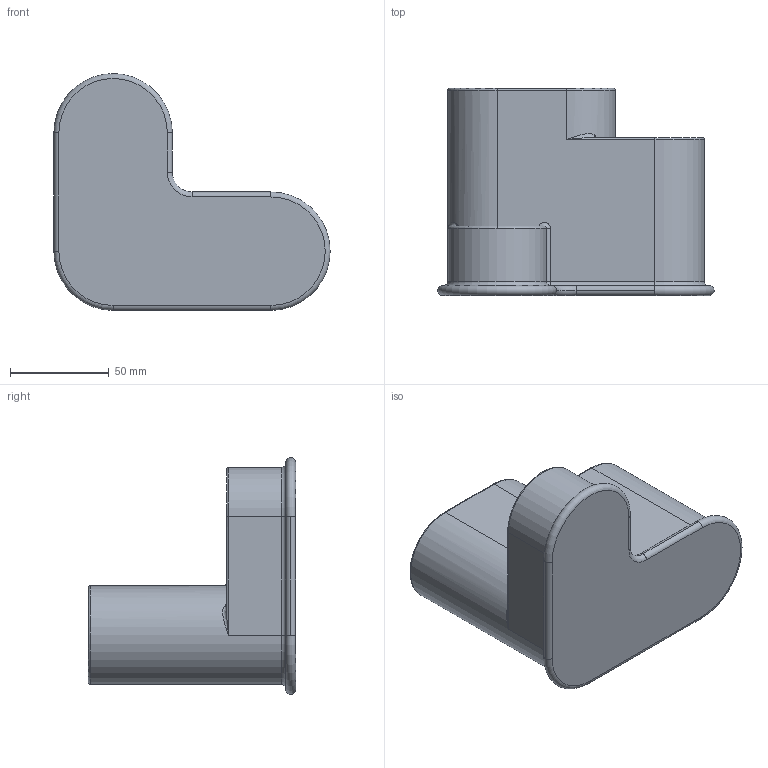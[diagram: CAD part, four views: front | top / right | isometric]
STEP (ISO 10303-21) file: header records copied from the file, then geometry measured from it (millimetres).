
FILE_DESCRIPTION (( 'STEP AP203' ), '1' );
FILE_NAME ('楷鞘踩捞.STEP', '2022-09-14T06:30:34', ( '' ), ( '' ), 'SwSTEP 2.0', 'SolidWorks 2017', '' );
FILE_SCHEMA (( 'CONFIG_CONTROL_DESIGN' ));
Length unit declared in the file: millimetre
Products named in the file (1): 翱в笮檜
Bounding box: 139.99 x 105 x 119.99 mm (x, y, z)
Volume: 132542 mm3; surface area: 96410.1 mm2
Topology: 1 solids, 1 shells, 68 faces, 164 edges, 95 vertices
Faces by surface type: cylinder 32, plane 15, torus 14, bspline 6, sphere 1
Entity records: 2686 total; most frequent: CARTESIAN_POINT 1136, ORIENTED_EDGE 320, DIRECTION 293, EDGE_CURVE 160, AXIS2_PLACEMENT_3D 113, VERTEX_POINT 95, EDGE_LOOP 69, FACE_OUTER_BOUND 68
